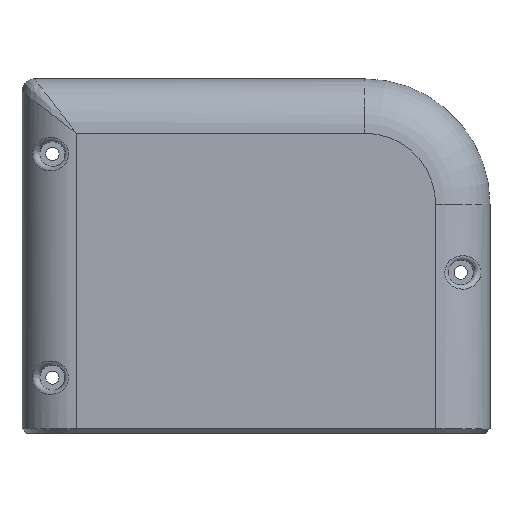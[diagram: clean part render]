
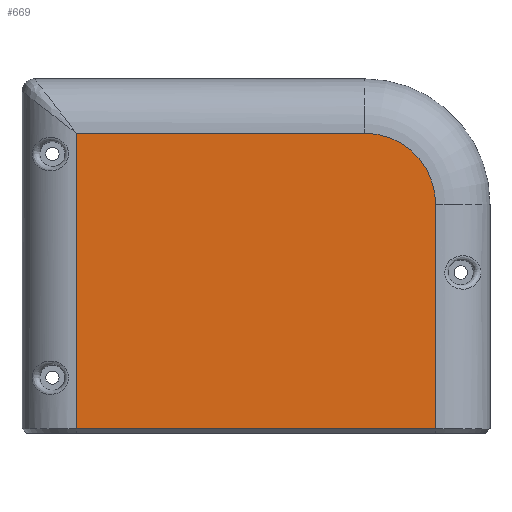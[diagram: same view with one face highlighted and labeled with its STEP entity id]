
A CAD part, front view. The second image highlights one B-rep face of the part: STEP entity #669.
In plain terms, the highlighted planar face has unit normal (0, -1, 0).
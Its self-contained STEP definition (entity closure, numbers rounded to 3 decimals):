
#73=CIRCLE('',#742,17.);
#107=FACE_OUTER_BOUND('',#153,.T.);
#153=EDGE_LOOP('',(#540,#541,#542,#543,#544));
#178=LINE('',#978,#234);
#191=LINE('',#1195,#247);
#192=LINE('',#1363,#248);
#198=LINE('',#1608,#254);
#234=VECTOR('',#784,10.);
#247=VECTOR('',#823,10.);
#248=VECTOR('',#828,10.);
#254=VECTOR('',#876,10.);
#288=VERTEX_POINT('',#969);
#290=VERTEX_POINT('',#976);
#306=VERTEX_POINT('',#1193);
#309=VERTEX_POINT('',#1362);
#321=VERTEX_POINT('',#1607);
#351=EDGE_CURVE('',#290,#288,#178,.T.);
#374=EDGE_CURVE('',#306,#290,#191,.T.);
#378=EDGE_CURVE('',#288,#309,#192,.T.);
#398=EDGE_CURVE('',#309,#321,#198,.T.);
#402=EDGE_CURVE('',#321,#306,#73,.T.);
#540=ORIENTED_EDGE('',*,*,#351,.F.);
#541=ORIENTED_EDGE('',*,*,#374,.F.);
#542=ORIENTED_EDGE('',*,*,#402,.F.);
#543=ORIENTED_EDGE('',*,*,#398,.F.);
#544=ORIENTED_EDGE('',*,*,#378,.F.);
#633=PLANE('',#744);
#669=ADVANCED_FACE('',(#107),#633,.F.);
#742=AXIS2_PLACEMENT_3D('',#1614,#884,#885);
#744=AXIS2_PLACEMENT_3D('',#1619,#890,#891);
#784=DIRECTION('',(-1.,0.,0.));
#823=DIRECTION('',(0.,0.,-1.));
#828=DIRECTION('',(0.,0.,1.));
#876=DIRECTION('',(1.,0.,0.));
#884=DIRECTION('center_axis',(0.,1.,0.));
#885=DIRECTION('ref_axis',(0.707,0.,0.707));
#890=DIRECTION('center_axis',(0.,1.,0.));
#891=DIRECTION('ref_axis',(0.,0.,1.));
#969=CARTESIAN_POINT('',(6.858,-16.7,-8.142));
#976=CARTESIAN_POINT('',(92.792,-16.7,-8.142));
#978=CARTESIAN_POINT('',(49.825,-16.7,-8.142));
#1193=CARTESIAN_POINT('',(92.792,-16.7,45.588));
#1195=CARTESIAN_POINT('',(92.792,-16.7,18.223));
#1362=CARTESIAN_POINT('',(6.858,-16.7,62.588));
#1363=CARTESIAN_POINT('',(6.858,-16.7,-9.142));
#1607=CARTESIAN_POINT('',(75.792,-16.7,62.588));
#1608=CARTESIAN_POINT('',(-6.142,-16.7,62.588));
#1614=CARTESIAN_POINT('Origin',(75.792,-16.7,45.588));
#1619=CARTESIAN_POINT('Origin',(-6.142,-16.7,-9.142));
